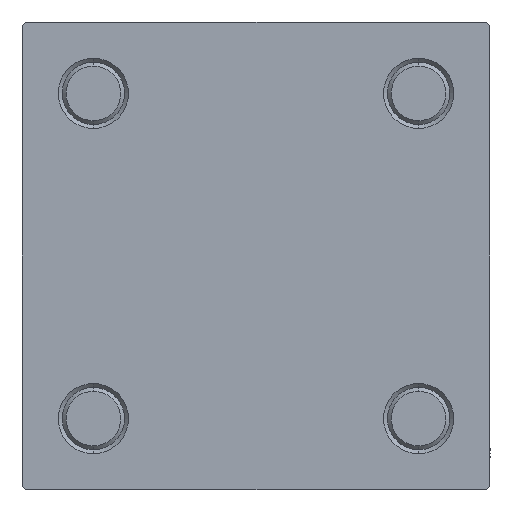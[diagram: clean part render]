
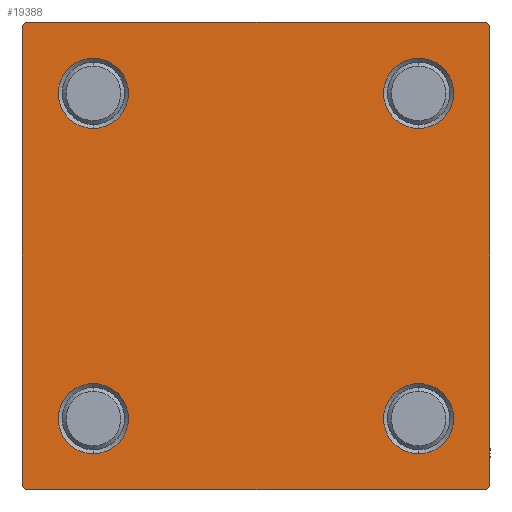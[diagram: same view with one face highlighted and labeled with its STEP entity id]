
A CAD part, left-side view. The second image highlights one B-rep face of the part: STEP entity #19388.
In plain terms, the highlighted planar face has unit normal (-1, 0, 0).
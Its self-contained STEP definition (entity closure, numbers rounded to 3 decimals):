
#227 = PLANE ( 'NONE',  #7985 ) ;
#253 = ORIENTED_EDGE ( 'NONE', *, *, #30145, .T. ) ;
#977 = CARTESIAN_POINT ( 'NONE',  ( 0., -20.85, 20.85 ) ) ;
#1401 = CARTESIAN_POINT ( 'NONE',  ( 0., -29.5, -30. ) ) ;
#1429 = VERTEX_POINT ( 'NONE', #34756 ) ;
#1991 = VERTEX_POINT ( 'NONE', #2609 ) ;
#2200 = AXIS2_PLACEMENT_3D ( 'NONE', #13685, #22733, #9406 ) ;
#2601 = DIRECTION ( 'NONE',  ( 1., 0., 0. ) ) ;
#2609 = CARTESIAN_POINT ( 'NONE',  ( 0., -30., 29.5 ) ) ;
#2792 = EDGE_CURVE ( 'NONE', #6355, #15994, #35607, .T. ) ;
#3491 = CARTESIAN_POINT ( 'NONE',  ( 0., 30., -29.5 ) ) ;
#3713 = CARTESIAN_POINT ( 'NONE',  ( 0., 30., 30. ) ) ;
#3844 = DIRECTION ( 'NONE',  ( 0., 0., 1. ) ) ;
#4148 = AXIS2_PLACEMENT_3D ( 'NONE', #34285, #14052, #30287 ) ;
#5085 = CIRCLE ( 'NONE', #51925, 4.5 ) ;
#5126 = VERTEX_POINT ( 'NONE', #22328 ) ;
#5263 = DIRECTION ( 'NONE',  ( -1., 0., 0. ) ) ;
#6355 = VERTEX_POINT ( 'NONE', #36766 ) ;
#7032 = EDGE_CURVE ( 'NONE', #34865, #38322, #23473, .T. ) ;
#7083 = ORIENTED_EDGE ( 'NONE', *, *, #44581, .F. ) ;
#7130 = ORIENTED_EDGE ( 'NONE', *, *, #48689, .T. ) ;
#7471 = ORIENTED_EDGE ( 'NONE', *, *, #7593, .T. ) ;
#7593 = EDGE_CURVE ( 'NONE', #23508, #38896, #46285, .T. ) ;
#7985 = AXIS2_PLACEMENT_3D ( 'NONE', #42054, #5263, #45506 ) ;
#8739 = FACE_BOUND ( 'NONE', #52665, .T. ) ;
#9063 = LINE ( 'NONE', #9871, #48207 ) ;
#9406 = DIRECTION ( 'NONE',  ( 0., 0., 1. ) ) ;
#9712 = AXIS2_PLACEMENT_3D ( 'NONE', #26042, #2601, #30024 ) ;
#9871 = CARTESIAN_POINT ( 'NONE',  ( 0., 30., 30. ) ) ;
#10290 = DIRECTION ( 'NONE',  ( 0., 0., 1. ) ) ;
#11002 = DIRECTION ( 'NONE',  ( 1., 0., 0. ) ) ;
#11415 = LINE ( 'NONE', #20175, #32958 ) ;
#11701 = EDGE_CURVE ( 'NONE', #5126, #16445, #48578, .T. ) ;
#12420 = CARTESIAN_POINT ( 'NONE',  ( 0., 20.85, 16.35 ) ) ;
#12476 = FACE_BOUND ( 'NONE', #31626, .T. ) ;
#13299 = CARTESIAN_POINT ( 'NONE',  ( 0., 29.75, -29.75 ) ) ;
#13496 = ORIENTED_EDGE ( 'NONE', *, *, #31467, .T. ) ;
#13685 = CARTESIAN_POINT ( 'NONE',  ( 0., 20.85, -20.85 ) ) ;
#14052 = DIRECTION ( 'NONE',  ( 1., 0., 0. ) ) ;
#14552 = VECTOR ( 'NONE', #24915, 1000. ) ;
#15381 = AXIS2_PLACEMENT_3D ( 'NONE', #31822, #51051, #10290 ) ;
#15482 = CARTESIAN_POINT ( 'NONE',  ( 0., -29.75, -29.75 ) ) ;
#15994 = VERTEX_POINT ( 'NONE', #21606 ) ;
#16445 = VERTEX_POINT ( 'NONE', #29994 ) ;
#16703 = DIRECTION ( 'NONE',  ( 1., 0., 0. ) ) ;
#16883 = EDGE_CURVE ( 'NONE', #1429, #19715, #41112, .T. ) ;
#16945 = CARTESIAN_POINT ( 'NONE',  ( 0., 30., -30. ) ) ;
#17231 = DIRECTION ( 'NONE',  ( 0., 0., 1. ) ) ;
#17238 = ORIENTED_EDGE ( 'NONE', *, *, #2792, .T. ) ;
#18157 = AXIS2_PLACEMENT_3D ( 'NONE', #48298, #48041, #23522 ) ;
#18214 = ORIENTED_EDGE ( 'NONE', *, *, #16883, .T. ) ;
#19388 = ADVANCED_FACE ( 'NONE', ( #49778, #12476, #28716, #8739, #50039 ), #227, .T. ) ;
#19715 = VERTEX_POINT ( 'NONE', #12420 ) ;
#19834 = CARTESIAN_POINT ( 'NONE',  ( 0., 20.85, -20.85 ) ) ;
#20036 = CARTESIAN_POINT ( 'NONE',  ( 0., 30., 29.5 ) ) ;
#20175 = CARTESIAN_POINT ( 'NONE',  ( 0., -29.75, 29.75 ) ) ;
#21490 = CARTESIAN_POINT ( 'NONE',  ( 0., 20.85, -25.35 ) ) ;
#21606 = CARTESIAN_POINT ( 'NONE',  ( 0., -20.85, -16.35 ) ) ;
#21878 = ORIENTED_EDGE ( 'NONE', *, *, #27355, .T. ) ;
#22328 = CARTESIAN_POINT ( 'NONE',  ( 0., -20.85, 25.35 ) ) ;
#22500 = ORIENTED_EDGE ( 'NONE', *, *, #11701, .T. ) ;
#22505 = ORIENTED_EDGE ( 'NONE', *, *, #24522, .T. ) ;
#22733 = DIRECTION ( 'NONE',  ( 1., 0., 0. ) ) ;
#22857 = EDGE_LOOP ( 'NONE', ( #22505, #31239, #32400, #30424, #7083, #42356, #33374, #7471 ) ) ;
#23412 = AXIS2_PLACEMENT_3D ( 'NONE', #38732, #11002, #35494 ) ;
#23473 = LINE ( 'NONE', #15482, #24515 ) ;
#23508 = VERTEX_POINT ( 'NONE', #26317 ) ;
#23522 = DIRECTION ( 'NONE',  ( 0., 0., 1. ) ) ;
#24241 = AXIS2_PLACEMENT_3D ( 'NONE', #19834, #47044, #3844 ) ;
#24515 = VECTOR ( 'NONE', #39731, 1000. ) ;
#24522 = EDGE_CURVE ( 'NONE', #38896, #42954, #51955, .T. ) ;
#24757 = CARTESIAN_POINT ( 'NONE',  ( 0., 20.85, -16.35 ) ) ;
#24915 = DIRECTION ( 'NONE',  ( 0., -1., 0. ) ) ;
#26042 = CARTESIAN_POINT ( 'NONE',  ( 0., 20.85, 20.85 ) ) ;
#26317 = CARTESIAN_POINT ( 'NONE',  ( 0., 29.5, 30. ) ) ;
#26563 = CARTESIAN_POINT ( 'NONE',  ( 0., 29.75, 29.75 ) ) ;
#27231 = CARTESIAN_POINT ( 'NONE',  ( 0., 29.5, -30. ) ) ;
#27355 = EDGE_CURVE ( 'NONE', #19715, #1429, #52245, .T. ) ;
#28716 = FACE_BOUND ( 'NONE', #43848, .T. ) ;
#29124 = ORIENTED_EDGE ( 'NONE', *, *, #29886, .T. ) ;
#29181 = LINE ( 'NONE', #16945, #14552 ) ;
#29307 = VERTEX_POINT ( 'NONE', #27231 ) ;
#29792 = CARTESIAN_POINT ( 'NONE',  ( 0., -30., -29.5 ) ) ;
#29886 = EDGE_CURVE ( 'NONE', #45274, #39465, #34433, .T. ) ;
#29994 = CARTESIAN_POINT ( 'NONE',  ( 0., -20.85, 16.35 ) ) ;
#30024 = DIRECTION ( 'NONE',  ( 0., 0., 1. ) ) ;
#30145 = EDGE_CURVE ( 'NONE', #15994, #6355, #39585, .T. ) ;
#30287 = DIRECTION ( 'NONE',  ( 0., 0., 1. ) ) ;
#30332 = VERTEX_POINT ( 'NONE', #41593 ) ;
#30424 = ORIENTED_EDGE ( 'NONE', *, *, #7032, .T. ) ;
#30624 = VECTOR ( 'NONE', #35816, 1000. ) ;
#31239 = ORIENTED_EDGE ( 'NONE', *, *, #48323, .T. ) ;
#31467 = EDGE_CURVE ( 'NONE', #39465, #45274, #45568, .T. ) ;
#31626 = EDGE_LOOP ( 'NONE', ( #253, #17238 ) ) ;
#31822 = CARTESIAN_POINT ( 'NONE',  ( 0., -20.85, 20.85 ) ) ;
#32319 = LINE ( 'NONE', #36084, #30624 ) ;
#32400 = ORIENTED_EDGE ( 'NONE', *, *, #50601, .T. ) ;
#32461 = DIRECTION ( 'NONE',  ( 0., 0., -1. ) ) ;
#32958 = VECTOR ( 'NONE', #52687, 1000. ) ;
#33332 = EDGE_LOOP ( 'NONE', ( #22500, #7130 ) ) ;
#33374 = ORIENTED_EDGE ( 'NONE', *, *, #36061, .F. ) ;
#34285 = CARTESIAN_POINT ( 'NONE',  ( 0., -20.85, -20.85 ) ) ;
#34433 = CIRCLE ( 'NONE', #24241, 4.5 ) ;
#34756 = CARTESIAN_POINT ( 'NONE',  ( 0., 20.85, 25.35 ) ) ;
#34865 = VERTEX_POINT ( 'NONE', #1401 ) ;
#35494 = DIRECTION ( 'NONE',  ( 0., 0., 1. ) ) ;
#35607 = CIRCLE ( 'NONE', #4148, 4.5 ) ;
#35816 = DIRECTION ( 'NONE',  ( 0., 0., -1. ) ) ;
#36061 = EDGE_CURVE ( 'NONE', #23508, #30332, #9063, .T. ) ;
#36084 = CARTESIAN_POINT ( 'NONE',  ( 0., -30., 30. ) ) ;
#36766 = CARTESIAN_POINT ( 'NONE',  ( 0., -20.85, -25.35 ) ) ;
#38322 = VERTEX_POINT ( 'NONE', #29792 ) ;
#38732 = CARTESIAN_POINT ( 'NONE',  ( 0., -20.85, -20.85 ) ) ;
#38896 = VERTEX_POINT ( 'NONE', #20036 ) ;
#39349 = EDGE_CURVE ( 'NONE', #1991, #30332, #11415, .T. ) ;
#39465 = VERTEX_POINT ( 'NONE', #21490 ) ;
#39585 = CIRCLE ( 'NONE', #23412, 4.5 ) ;
#39731 = DIRECTION ( 'NONE',  ( 0., -0.707, 0.707 ) ) ;
#39912 = VECTOR ( 'NONE', #42031, 1000. ) ;
#41112 = CIRCLE ( 'NONE', #18157, 4.5 ) ;
#41593 = CARTESIAN_POINT ( 'NONE',  ( 0., -29.5, 30. ) ) ;
#42031 = DIRECTION ( 'NONE',  ( 0., 0.707, -0.707 ) ) ;
#42054 = CARTESIAN_POINT ( 'NONE',  ( 0., 0., 0. ) ) ;
#42119 = DIRECTION ( 'NONE',  ( 0., -1., 0. ) ) ;
#42356 = ORIENTED_EDGE ( 'NONE', *, *, #39349, .T. ) ;
#42954 = VERTEX_POINT ( 'NONE', #3491 ) ;
#43816 = VECTOR ( 'NONE', #32461, 1000. ) ;
#43848 = EDGE_LOOP ( 'NONE', ( #29124, #13496 ) ) ;
#44581 = EDGE_CURVE ( 'NONE', #1991, #38322, #32319, .T. ) ;
#44750 = DIRECTION ( 'NONE',  ( 0., -0.707, -0.707 ) ) ;
#45274 = VERTEX_POINT ( 'NONE', #24757 ) ;
#45506 = DIRECTION ( 'NONE',  ( 0., 0., 1. ) ) ;
#45568 = CIRCLE ( 'NONE', #2200, 4.5 ) ;
#46285 = LINE ( 'NONE', #26563, #39912 ) ;
#47044 = DIRECTION ( 'NONE',  ( 1., 0., 0. ) ) ;
#48041 = DIRECTION ( 'NONE',  ( 1., 0., 0. ) ) ;
#48207 = VECTOR ( 'NONE', #42119, 1000. ) ;
#48298 = CARTESIAN_POINT ( 'NONE',  ( 0., 20.85, 20.85 ) ) ;
#48323 = EDGE_CURVE ( 'NONE', #42954, #29307, #49270, .T. ) ;
#48578 = CIRCLE ( 'NONE', #15381, 4.5 ) ;
#48689 = EDGE_CURVE ( 'NONE', #16445, #5126, #5085, .T. ) ;
#49270 = LINE ( 'NONE', #13299, #51016 ) ;
#49778 = FACE_BOUND ( 'NONE', #33332, .T. ) ;
#50039 = FACE_OUTER_BOUND ( 'NONE', #22857, .T. ) ;
#50601 = EDGE_CURVE ( 'NONE', #29307, #34865, #29181, .T. ) ;
#51016 = VECTOR ( 'NONE', #44750, 1000. ) ;
#51051 = DIRECTION ( 'NONE',  ( 1., 0., 0. ) ) ;
#51925 = AXIS2_PLACEMENT_3D ( 'NONE', #977, #16703, #17231 ) ;
#51955 = LINE ( 'NONE', #3713, #43816 ) ;
#52245 = CIRCLE ( 'NONE', #9712, 4.5 ) ;
#52665 = EDGE_LOOP ( 'NONE', ( #18214, #21878 ) ) ;
#52687 = DIRECTION ( 'NONE',  ( 0., 0.707, 0.707 ) ) ;
